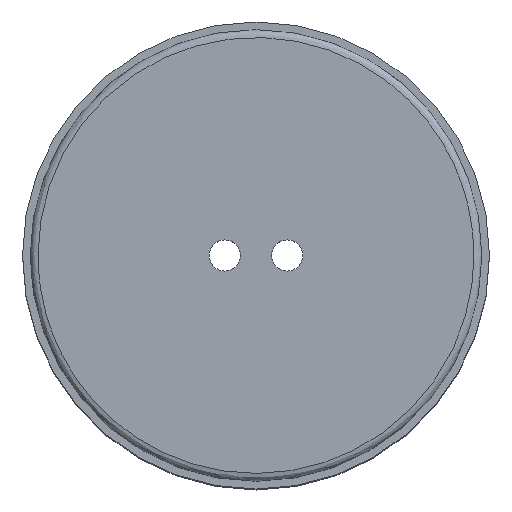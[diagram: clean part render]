
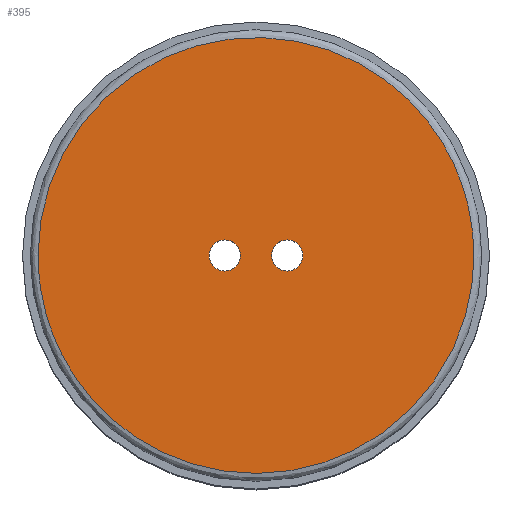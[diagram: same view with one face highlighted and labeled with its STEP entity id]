
A CAD part, top view. The second image highlights one B-rep face of the part: STEP entity #395.
In plain terms, the highlighted planar face has unit normal (0, 0, 1).
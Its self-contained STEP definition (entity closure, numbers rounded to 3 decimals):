
#10 = CARTESIAN_POINT ( 'NONE',  ( -14., -28., 16. ) ) ;
#40 = CARTESIAN_POINT ( 'NONE',  ( 2., 0., 16. ) ) ;
#43 = DIRECTION ( 'NONE',  ( -1., 0., 0. ) ) ;
#53 = CARTESIAN_POINT ( 'NONE',  ( 14., 0., 16. ) ) ;
#85 = EDGE_LOOP ( 'NONE', ( #213 ) ) ;
#111 = CARTESIAN_POINT ( 'NONE',  ( 1., 0., 16. ) ) ;
#127 = CARTESIAN_POINT ( 'NONE',  ( 14., 0., 16. ) ) ;
#141 = CIRCLE ( 'NONE', #553, 1. ) ;
#154 = AXIS2_PLACEMENT_3D ( 'NONE', #716, #251, #514 ) ;
#162 = CARTESIAN_POINT ( 'NONE',  ( -3., 0., 16. ) ) ;
#175 = CIRCLE ( 'NONE', #268, 1. ) ;
#202 = DIRECTION ( 'NONE',  ( 0., 0., -1. ) ) ;
#213 = ORIENTED_EDGE ( 'NONE', *, *, #223, .T. ) ;
#223 = EDGE_CURVE ( 'NONE', #526, #526, #141, .T. ) ;
#240 = FACE_BOUND ( 'NONE', #85, .T. ) ;
#251 = DIRECTION ( 'NONE',  ( 0., 0., 1. ) ) ;
#268 = AXIS2_PLACEMENT_3D ( 'NONE', #40, #713, #43 ) ;
#282 = EDGE_CURVE ( 'NONE', #677, #677, #175, .T. ) ;
#385 = CARTESIAN_POINT ( 'NONE',  ( 14., 0., 16. ) ) ;
#395 = ADVANCED_FACE ( 'NONE', ( #606, #240, #784 ), #424, .T. ) ;
#402 = EDGE_LOOP ( 'NONE', ( #453 ) ) ;
#424 = PLANE ( 'NONE',  #154 ) ;
#450 = CARTESIAN_POINT ( 'NONE',  ( 14., 28., 16. ) ) ;
#453 = ORIENTED_EDGE ( 'NONE', *, *, #521, .F. ) ;
#479 = ORIENTED_EDGE ( 'NONE', *, *, #282, .T. ) ;
#495 =( BOUNDED_CURVE ( )  B_SPLINE_CURVE ( 3, ( #385, #617, #10, #678, #525, #450, #127 ),
 .UNSPECIFIED., .T., .F. ) 
 B_SPLINE_CURVE_WITH_KNOTS ( ( 4, 3, 4 ),
 ( 0., 0.5, 1. ),
 .UNSPECIFIED. ) 
 CURVE ( )  GEOMETRIC_REPRESENTATION_ITEM ( )  RATIONAL_B_SPLINE_CURVE ( ( 1., 0.333, 0.333, 1., 0.333, 0.333, 1. ) ) 
 REPRESENTATION_ITEM ( '' )  );
#514 = DIRECTION ( 'NONE',  ( 1., 0., 0. ) ) ;
#521 = EDGE_CURVE ( 'NONE', #614, #614, #495, .T. ) ;
#525 = CARTESIAN_POINT ( 'NONE',  ( -14., 28., 16. ) ) ;
#526 = VERTEX_POINT ( 'NONE', #162 ) ;
#553 = AXIS2_PLACEMENT_3D ( 'NONE', #702, #202, #699 ) ;
#570 = EDGE_LOOP ( 'NONE', ( #479 ) ) ;
#606 = FACE_OUTER_BOUND ( 'NONE', #402, .T. ) ;
#614 = VERTEX_POINT ( 'NONE', #53 ) ;
#617 = CARTESIAN_POINT ( 'NONE',  ( 14., -28., 16. ) ) ;
#677 = VERTEX_POINT ( 'NONE', #111 ) ;
#678 = CARTESIAN_POINT ( 'NONE',  ( -14., 0., 16. ) ) ;
#699 = DIRECTION ( 'NONE',  ( -1., 0., 0. ) ) ;
#702 = CARTESIAN_POINT ( 'NONE',  ( -2., 0., 16. ) ) ;
#713 = DIRECTION ( 'NONE',  ( 0., 0., -1. ) ) ;
#716 = CARTESIAN_POINT ( 'NONE',  ( -14.5, 0., 16. ) ) ;
#784 = FACE_BOUND ( 'NONE', #570, .T. ) ;
